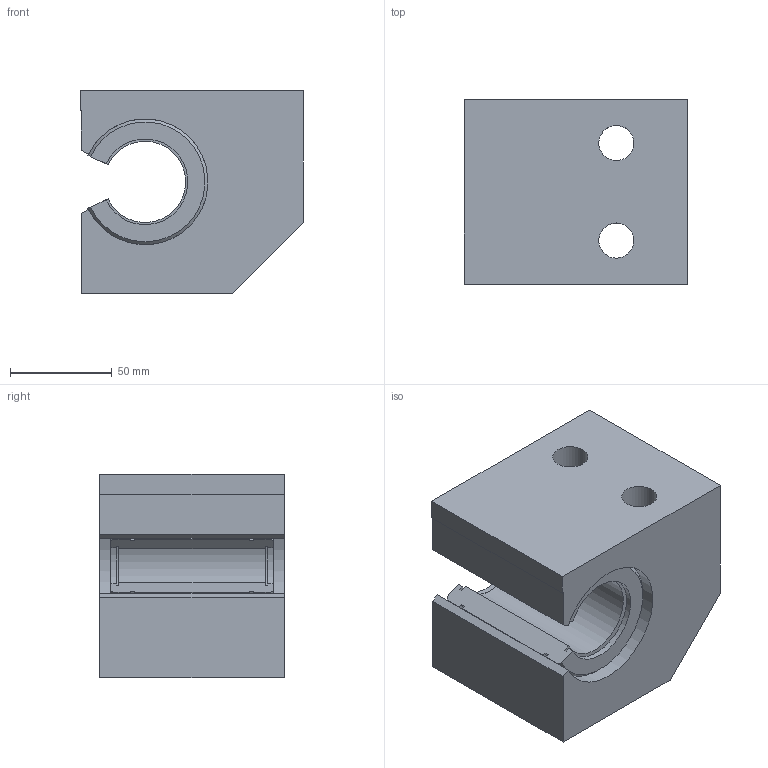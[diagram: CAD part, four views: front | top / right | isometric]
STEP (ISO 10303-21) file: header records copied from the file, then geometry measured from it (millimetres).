
FILE_DESCRIPTION(/* description */ ('Gehäuseeinheit mit seitlichem Segmentausschnitt'),/* implementation_level */ '2;1');
FILE_NAME(/* name */ '190541-0.step',/* time_stamp */ '2021-08-18T13:53:34+02:00',/* author */ ('MuellerJ'),/* organization */ (''),/* preprocessor_version */ 'ST-DEVELOPER v18.1',/* originating_system */ 'Autodesk Inventor 2021',/* authorisation */ '');
FILE_SCHEMA (('AUTOMOTIVE_DESIGN { 1 0 10303 214 3 1 1 }'));
Length unit declared in the file: millimetre
Products named in the file (3): leer; 18-0013-0FZ.001; leer_1
Assembly tree (2 placements, depth 2):
  leer
    18-0013-0FZ.001
    leer_1
Bounding box: 110.25 x 91 x 100 mm (x, y, z)
Volume: 714945.3 mm3; surface area: 104793.4 mm2
Topology: 2 solids, 3 shells, 70 faces, 167 edges, 112 vertices
Faces by surface type: plane 41, cylinder 26, cone 2, torus 1
Full cylindrical faces by diameter (mm): 2.9 x1, 4 x1, 4.134 x2, 4.3 x1, 6.5 x1, 7 x1, 8 x2, 17.294 x2, 17.5 x2, 26 x2
Entity records: 2244 total; most frequent: CARTESIAN_POINT 422, DIRECTION 376, ORIENTED_EDGE 334, EDGE_CURVE 167, AXIS2_PLACEMENT_3D 138, VERTEX_POINT 112, LINE 100, VECTOR 100
